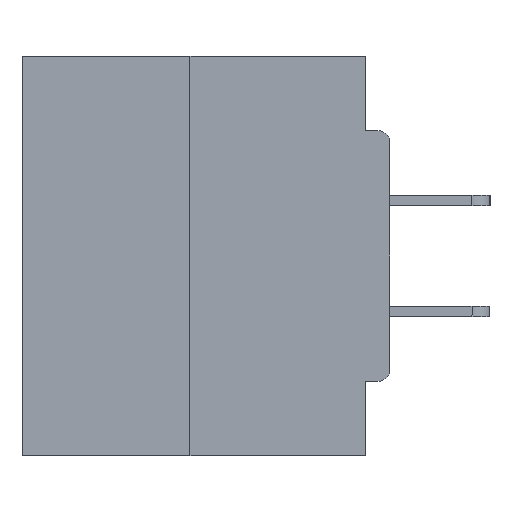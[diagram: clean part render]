
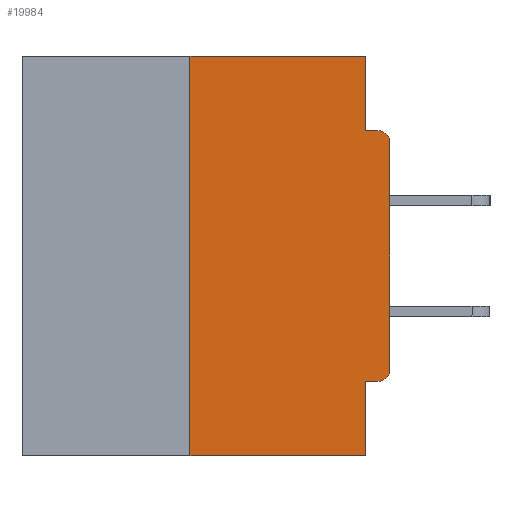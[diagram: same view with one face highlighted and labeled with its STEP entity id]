
A CAD part, left-side view. The second image highlights one B-rep face of the part: STEP entity #19984.
In plain terms, the highlighted planar face has unit normal (-1, 0, 0).
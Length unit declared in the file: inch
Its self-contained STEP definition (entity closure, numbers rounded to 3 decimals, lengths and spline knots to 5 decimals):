
#63 = LINE ( 'NONE', #25593, #38503 ) ;
#488 = AXIS2_PLACEMENT_3D ( 'NONE', #4044, #25873, #16401 ) ;
#846 = VERTEX_POINT ( 'NONE', #30837 ) ;
#1922 = EDGE_CURVE ( 'NONE', #32082, #846, #63, .T. ) ;
#2056 = VERTEX_POINT ( 'NONE', #16627 ) ;
#2134 = AXIS2_PLACEMENT_3D ( 'NONE', #35563, #20028, #23033 ) ;
#2561 = LINE ( 'NONE', #30135, #35114 ) ;
#3183 = CARTESIAN_POINT ( 'NONE',  ( 0., 0.015, -0.4065 ) ) ;
#3232 = VERTEX_POINT ( 'NONE', #17386 ) ;
#3992 = CARTESIAN_POINT ( 'NONE',  ( 0., 0., -0.3915 ) ) ;
#4044 = CARTESIAN_POINT ( 'NONE',  ( 0., 0.015, -0.3915 ) ) ;
#4398 = CARTESIAN_POINT ( 'NONE',  ( 0., 0.031, 0. ) ) ;
#4961 = CARTESIAN_POINT ( 'NONE',  ( 0., 0.015, -0.0935 ) ) ;
#5016 = EDGE_CURVE ( 'NONE', #35159, #21507, #29349, .T. ) ;
#5302 = EDGE_CURVE ( 'NONE', #17975, #846, #18498, .T. ) ;
#5469 = VERTEX_POINT ( 'NONE', #38086 ) ;
#6225 = DIRECTION ( 'NONE',  ( 0., 0., -1. ) ) ;
#6369 = DIRECTION ( 'NONE',  ( -1., 0., 0. ) ) ;
#6423 = LINE ( 'NONE', #27046, #33582 ) ;
#6548 = EDGE_CURVE ( 'NONE', #5469, #3232, #12526, .T. ) ;
#7157 = CARTESIAN_POINT ( 'NONE',  ( 0., 0.031, -0.4065 ) ) ;
#7567 = EDGE_CURVE ( 'NONE', #2056, #5469, #2561, .T. ) ;
#7965 = EDGE_CURVE ( 'NONE', #15917, #35159, #31077, .T. ) ;
#10017 = DIRECTION ( 'NONE',  ( 0., -1., 0. ) ) ;
#10569 = ORIENTED_EDGE ( 'NONE', *, *, #7965, .T. ) ;
#12526 = LINE ( 'NONE', #4398, #40585 ) ;
#13058 = ORIENTED_EDGE ( 'NONE', *, *, #5016, .T. ) ;
#13872 = ORIENTED_EDGE ( 'NONE', *, *, #22665, .F. ) ;
#14164 = DIRECTION ( 'NONE',  ( 0., -1., 0. ) ) ;
#14239 = DIRECTION ( 'NONE',  ( 0., 0., 1. ) ) ;
#14356 = VECTOR ( 'NONE', #29160, 39.37008 ) ;
#14844 = LINE ( 'NONE', #38259, #14356 ) ;
#15917 = VERTEX_POINT ( 'NONE', #3992 ) ;
#16198 = PLANE ( 'NONE',  #2134 ) ;
#16401 = DIRECTION ( 'NONE',  ( 0., 0., -1. ) ) ;
#16404 = EDGE_CURVE ( 'NONE', #29692, #15917, #33346, .T. ) ;
#16627 = CARTESIAN_POINT ( 'NONE',  ( 0., 0.25, 0. ) ) ;
#16669 = ORIENTED_EDGE ( 'NONE', *, *, #7567, .F. ) ;
#17386 = CARTESIAN_POINT ( 'NONE',  ( 0., 0.031, -0.0935 ) ) ;
#17975 = VERTEX_POINT ( 'NONE', #7157 ) ;
#18430 = CARTESIAN_POINT ( 'NONE',  ( 0., 0.031, -0.5 ) ) ;
#18498 = LINE ( 'NONE', #18430, #31262 ) ;
#18586 = EDGE_LOOP ( 'NONE', ( #16669, #19285, #31791, #20422, #13872, #34771, #10569, #13058, #25156, #30893 ) ) ;
#19285 = ORIENTED_EDGE ( 'NONE', *, *, #30993, .F. ) ;
#19431 = CARTESIAN_POINT ( 'NONE',  ( 0., 0., -0.1085 ) ) ;
#19447 = CARTESIAN_POINT ( 'NONE',  ( 0., 0., -0.0935 ) ) ;
#19984 = ADVANCED_FACE ( 'NONE', ( #23475 ), #16198, .F. ) ;
#20028 = DIRECTION ( 'NONE',  ( 1., 0., 0. ) ) ;
#20422 = ORIENTED_EDGE ( 'NONE', *, *, #5302, .F. ) ;
#21256 = VECTOR ( 'NONE', #25434, 39.37008 ) ;
#21507 = VERTEX_POINT ( 'NONE', #4961 ) ;
#22665 = EDGE_CURVE ( 'NONE', #29692, #17975, #14844, .T. ) ;
#22728 = DIRECTION ( 'NONE',  ( 0., -1., 0. ) ) ;
#23033 = DIRECTION ( 'NONE',  ( 0., 0., -1. ) ) ;
#23368 = CARTESIAN_POINT ( 'NONE',  ( 0., 0.25, -0.5 ) ) ;
#23475 = FACE_OUTER_BOUND ( 'NONE', #18586, .T. ) ;
#24624 = DIRECTION ( 'NONE',  ( 0., 0., -1. ) ) ;
#25156 = ORIENTED_EDGE ( 'NONE', *, *, #40378, .F. ) ;
#25203 = VECTOR ( 'NONE', #22728, 39.37008 ) ;
#25434 = DIRECTION ( 'NONE',  ( 0., 0., 1. ) ) ;
#25593 = CARTESIAN_POINT ( 'NONE',  ( 0., 0.46, -0.5 ) ) ;
#25873 = DIRECTION ( 'NONE',  ( -1., 0., 0. ) ) ;
#26229 = AXIS2_PLACEMENT_3D ( 'NONE', #34369, #6369, #6225 ) ;
#26908 = DIRECTION ( 'NONE',  ( 0., 0., -1. ) ) ;
#27046 = CARTESIAN_POINT ( 'NONE',  ( 0., 0.25, 0. ) ) ;
#28865 = CARTESIAN_POINT ( 'NONE',  ( 0., 0., 0. ) ) ;
#29160 = DIRECTION ( 'NONE',  ( 0., 1., 0. ) ) ;
#29349 = CIRCLE ( 'NONE', #26229, 0.015 ) ;
#29692 = VERTEX_POINT ( 'NONE', #3183 ) ;
#30135 = CARTESIAN_POINT ( 'NONE',  ( 0., 0.46, 0. ) ) ;
#30837 = CARTESIAN_POINT ( 'NONE',  ( 0., 0.031, -0.5 ) ) ;
#30893 = ORIENTED_EDGE ( 'NONE', *, *, #6548, .F. ) ;
#30993 = EDGE_CURVE ( 'NONE', #32082, #2056, #6423, .T. ) ;
#31077 = LINE ( 'NONE', #28865, #21256 ) ;
#31262 = VECTOR ( 'NONE', #24624, 39.37008 ) ;
#31791 = ORIENTED_EDGE ( 'NONE', *, *, #1922, .T. ) ;
#32082 = VERTEX_POINT ( 'NONE', #23368 ) ;
#33346 = CIRCLE ( 'NONE', #488, 0.015 ) ;
#33582 = VECTOR ( 'NONE', #14239, 39.37008 ) ;
#34369 = CARTESIAN_POINT ( 'NONE',  ( 0., 0.015, -0.1085 ) ) ;
#34771 = ORIENTED_EDGE ( 'NONE', *, *, #16404, .T. ) ;
#35114 = VECTOR ( 'NONE', #14164, 39.37008 ) ;
#35159 = VERTEX_POINT ( 'NONE', #19431 ) ;
#35563 = CARTESIAN_POINT ( 'NONE',  ( 0., 0.46, 0. ) ) ;
#37994 = LINE ( 'NONE', #19447, #25203 ) ;
#38086 = CARTESIAN_POINT ( 'NONE',  ( 0., 0.031, 0. ) ) ;
#38259 = CARTESIAN_POINT ( 'NONE',  ( 0., 0., -0.4065 ) ) ;
#38503 = VECTOR ( 'NONE', #10017, 39.37008 ) ;
#40378 = EDGE_CURVE ( 'NONE', #3232, #21507, #37994, .T. ) ;
#40585 = VECTOR ( 'NONE', #26908, 39.37008 ) ;
